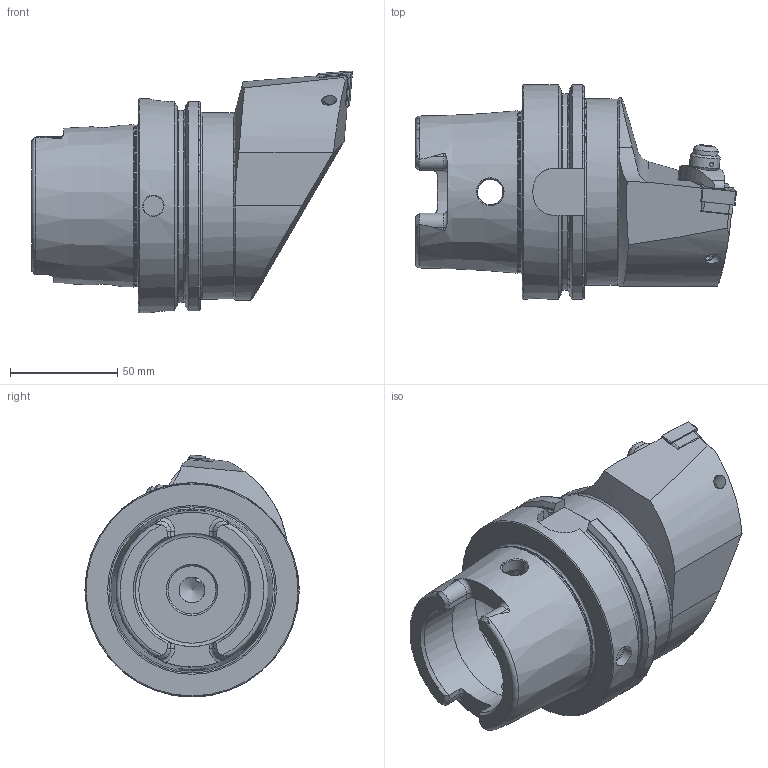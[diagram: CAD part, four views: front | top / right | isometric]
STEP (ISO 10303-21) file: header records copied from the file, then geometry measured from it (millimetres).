
FILE_DESCRIPTION (( 'STEP AP214' ), '1' );
FILE_NAME ('HA0.KCE.LLA.100.STEP', '2020-12-17T14:43:19', ( '' ), ( '' ), 'SwSTEP 2.0', 'SolidWorks 2017', '' );
FILE_SCHEMA (( 'AUTOMOTIVE_DESIGN' ));
Length unit declared in the file: millimetre
Products named in the file (11): HA0.KCE.LLA.100; WCC-ER4.103.032_A; WCC-ER3.102.024_C; WCC-ER5.102.005_A; WCC-ER5.102.012_B; HA0-KCE.LLA.100_D_Fertigbearbeitung; KVT_MB_600_060; WCE-ER2.001.012_A; WCE-ER2.101.004_A; CNMG160604; ISO 13337 - 3 x 12_PreviewCfg
Assembly tree (10 placements, depth 2):
  HA0.KCE.LLA.100
    HA0-KCE.LLA.100_D_Fertigbearbeitung
    CNMG160604
    WCE-ER2.001.012_A
    WCC-ER3.102.024_C
    WCE-ER2.101.004_A
    WCC-ER5.102.012_B
    WCC-ER5.102.005_A
    WCC-ER4.103.032_A
    ISO 13337 - 3 x 12_PreviewCfg
    KVT_MB_600_060
Bounding box: 149.9 x 100 x 113 mm (x, y, z)
Volume: 523108.3 mm3; surface area: 73455.2 mm2
Topology: 11 solids, 11 shells, 343 faces, 867 edges, 542 vertices
Faces by surface type: plane 122, cylinder 102, cone 66, torus 36, bspline 16, sphere 1
Full cylindrical faces by diameter (mm): 2 x3, 3 x2, 4.2 x2, 5 x4, 6 x4, 6.2 x4, 6.35 x1, 6.8 x1, 7 x2, 8.05 x1, 8.5 x1, 10 x1, 11.5 x1, 12 x3, 22.5 x1, 26 x1, 53 x2, 63 x1, 75.265 x1, 87 x1, 100 x1
Entity records: 13356 total; most frequent: CARTESIAN_POINT 4475, DIRECTION 1501, ORIENTED_EDGE 1466, EDGE_CURVE 733, AXIS2_PLACEMENT_3D 613, VERTEX_POINT 507, EDGE_LOOP 458, FACE_OUTER_BOUND 397
